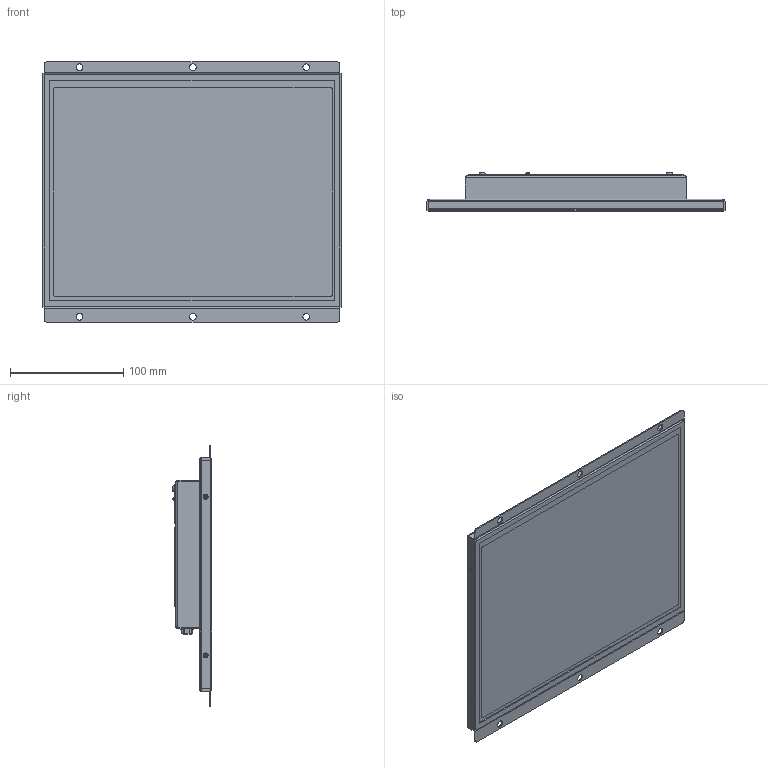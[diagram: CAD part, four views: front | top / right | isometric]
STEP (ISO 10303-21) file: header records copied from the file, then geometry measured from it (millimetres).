
FILE_DESCRIPTION(/* description */ ('TFT 12,1 Zoll 4_3 Rev.1.0'),/* implementation_level */ '2;1');
FILE_NAME(/* name */ '20000020 TFT 12,1 Zoll 4_3 Rev.1.0.stp',/* time_stamp */ '2019-08-21T15:10:50+02:00',/* author */ ('Uwe Kosiol'),/* organization */ (''),/* preprocessor_version */ 'ST-DEVELOPER v17.2',/* originating_system */ 'Autodesk Inventor 2019',/* authorisation */ '');
FILE_SCHEMA (('AUTOMOTIVE_DESIGN { 1 0 10303 214 3 1 1 }'));
Length unit declared in the file: millimetre
Products named in the file (15): 20000020; 00000010; 00000070; 00000080; 00000088 ; 00000072; 00000054; 00003224; 00003223 ; 00003594; 00003352; ISO 7046-1 - M2 x 10; ISO 7380-1 - M3 x 8; DIN EN ISO 7046-2 H - M2x3 - 8.8 - H1; ANSI B18.3.4M - M3 x 0.5 x 5
Assembly tree (38 placements, depth 2):
  20000020
    00000010
    00000070
    00000080
    00000088 
    00000072
    00000054
    00003224  x6
    00003223   x2
    00003594
    00003352
    ISO 7046-1 - M2 x 10  x10
    ISO 7380-1 - M3 x 8  x2
    DIN EN ISO 7046-2 H - M2x3 - 8.8 - H1  x4
    ANSI B18.3.4M - M3 x 0.5 x 5  x6
Bounding box: 263 x 34.9 x 230 mm (x, y, z)
Volume: 612424.9 mm3; surface area: 359670.4 mm2
Topology: 41 solids, 41 shells, 1751 faces, 4624 edges, 3077 vertices
Faces by surface type: plane 934, cylinder 319, cone 260, bspline 144, torus 89, sphere 5
Full cylindrical faces by diameter (mm): 0.5 x20, 0.8 x21, 1 x2, 1.5 x1, 1.567 x4, 1.755 x10, 2 x22, 2.1 x10, 2.459 x8, 2.5 x5, 2.9 x1, 3 x9, 3.2 x8, 3.3 x2, 3.4 x2, 3.5 x5, 3.8 x14, 4.4 x2, 5 x5, 5.1 x1, 5.41 x8, 5.42 x8, 5.7 x8, 6 x7
Entity records: 39519 total; most frequent: CARTESIAN_POINT 9861, ORIENTED_EDGE 5944, DIRECTION 5663, EDGE_CURVE 2972, VERTEX_POINT 2000, AXIS2_PLACEMENT_3D 1954, LINE 1755, VECTOR 1755
